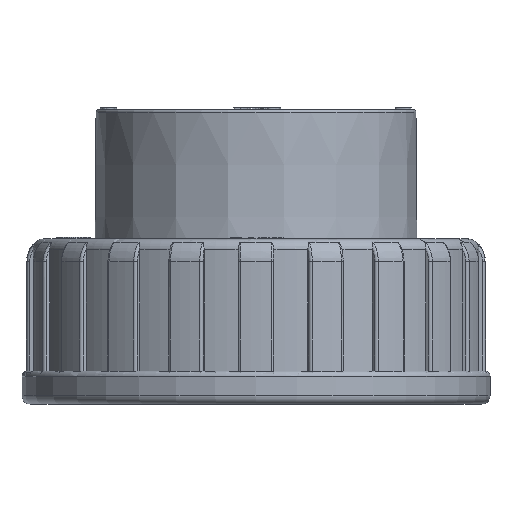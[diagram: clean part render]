
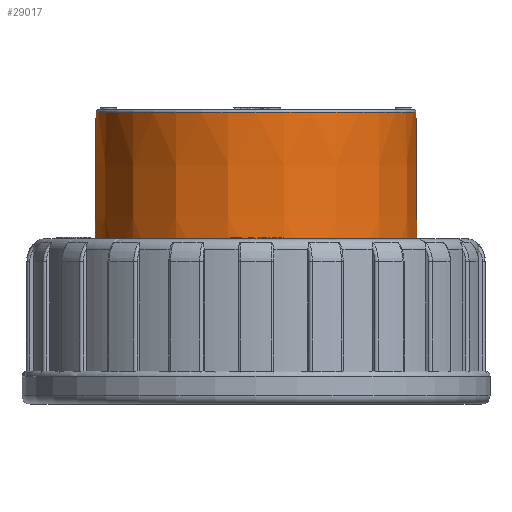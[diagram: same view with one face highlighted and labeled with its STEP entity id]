
A CAD part, front view. The second image highlights one B-rep face of the part: STEP entity #29017.
In plain terms, the highlighted conical face has half-angle 0.395 degrees and reference radius 29.05 mm.
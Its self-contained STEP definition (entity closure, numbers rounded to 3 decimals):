
#60=CONICAL_SURFACE('',#30763,29.05,0.007);
#2171=FACE_OUTER_BOUND('',#3713,.T.);
#3713=EDGE_LOOP('',(#24023,#24024,#24025,#24026,#24027));
#5017=CIRCLE('',#30764,29.25);
#5018=CIRCLE('',#30765,29.053);
#5019=CIRCLE('',#30766,29.053);
#6996=LINE('',#61644,#10742);
#10742=VECTOR('',#35376,29.05);
#14332=VERTEX_POINT('',#61641);
#14333=VERTEX_POINT('',#61643);
#14334=VERTEX_POINT('',#61645);
#17825=EDGE_CURVE('',#14332,#14332,#5017,.T.);
#17826=EDGE_CURVE('',#14332,#14333,#6996,.T.);
#17827=EDGE_CURVE('',#14333,#14334,#5018,.T.);
#17828=EDGE_CURVE('',#14334,#14333,#5019,.T.);
#24023=ORIENTED_EDGE('',*,*,#17825,.T.);
#24024=ORIENTED_EDGE('',*,*,#17826,.T.);
#24025=ORIENTED_EDGE('',*,*,#17827,.T.);
#24026=ORIENTED_EDGE('',*,*,#17828,.T.);
#24027=ORIENTED_EDGE('',*,*,#17826,.F.);
#29017=ADVANCED_FACE('',(#2171),#60,.T.);
#30763=AXIS2_PLACEMENT_3D('',#61640,#35372,#35373);
#30764=AXIS2_PLACEMENT_3D('',#61642,#35374,#35375);
#30765=AXIS2_PLACEMENT_3D('',#61646,#35377,#35378);
#30766=AXIS2_PLACEMENT_3D('',#61647,#35379,#35380);
#35372=DIRECTION('center_axis',(0.,0.,-1.));
#35373=DIRECTION('ref_axis',(-1.,0.,0.));
#35374=DIRECTION('center_axis',(0.,0.,1.));
#35375=DIRECTION('ref_axis',(1.,0.,0.));
#35376=DIRECTION('',(-0.007,0.,1.));
#35377=DIRECTION('center_axis',(0.,0.,-1.));
#35378=DIRECTION('ref_axis',(1.,0.,0.));
#35379=DIRECTION('center_axis',(0.,0.,-1.));
#35380=DIRECTION('ref_axis',(1.,0.,0.));
#61640=CARTESIAN_POINT('Origin',(-120.,0.,53.5));
#61641=CARTESIAN_POINT('',(-90.75,0.,24.5));
#61642=CARTESIAN_POINT('Origin',(-120.,0.,24.5));
#61643=CARTESIAN_POINT('',(-90.947,0.,53.003));
#61644=CARTESIAN_POINT('',(-90.95,0.,53.5));
#61645=CARTESIAN_POINT('',(-149.053,0.,53.003));
#61646=CARTESIAN_POINT('Origin',(-120.,0.,53.003));
#61647=CARTESIAN_POINT('Origin',(-120.,0.,53.003));
